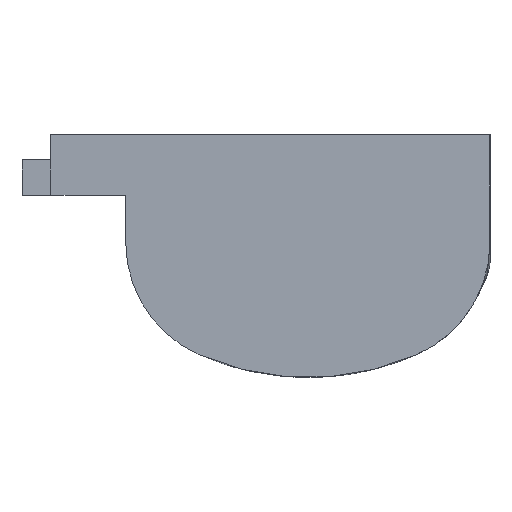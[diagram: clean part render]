
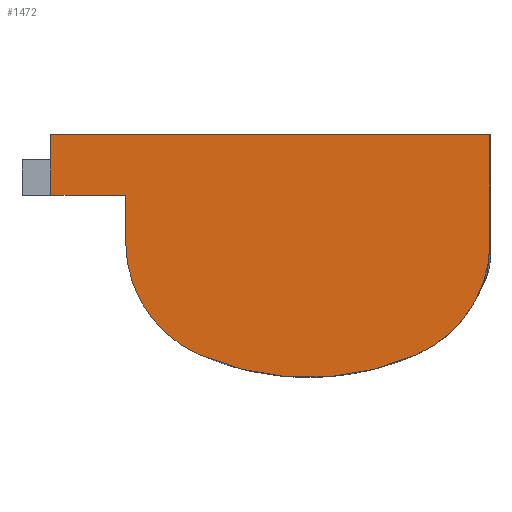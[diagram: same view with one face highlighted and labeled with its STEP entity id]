
A CAD part, left-side view. The second image highlights one B-rep face of the part: STEP entity #1472.
In plain terms, the highlighted planar face has unit normal (-1, 0, 0).
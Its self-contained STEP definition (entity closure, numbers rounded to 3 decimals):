
#60=PLANE('',#1605);
#115=LINE('',#2320,#230);
#125=LINE('',#2341,#240);
#132=LINE('',#2360,#247);
#135=LINE('',#2378,#250);
#137=LINE('',#2381,#252);
#230=VECTOR('',#1838,1000.);
#240=VECTOR('',#1854,1000.);
#247=VECTOR('',#1869,1000.);
#250=VECTOR('',#1880,1000.);
#252=VECTOR('',#1884,1000.);
#362=FACE_OUTER_BOUND('',#451,.T.);
#451=EDGE_LOOP('',(#1098,#1099,#1100,#1101,#1102,#1103,#1104,#1105));
#542=CIRCLE('',#1582,12.104);
#544=CIRCLE('',#1585,26.806);
#552=CIRCLE('',#1602,12.104);
#644=VERTEX_POINT('',#2258);
#646=VERTEX_POINT('',#2262);
#649=VERTEX_POINT('',#2270);
#663=VERTEX_POINT('',#2317);
#664=VERTEX_POINT('',#2319);
#672=VERTEX_POINT('',#2340);
#683=VERTEX_POINT('',#2373);
#684=VERTEX_POINT('',#2377);
#791=EDGE_CURVE('',#646,#644,#542,.T.);
#794=EDGE_CURVE('',#644,#649,#544,.T.);
#814=EDGE_CURVE('',#663,#664,#115,.T.);
#825=EDGE_CURVE('',#664,#672,#125,.T.);
#835=EDGE_CURVE('',#672,#646,#132,.T.);
#839=EDGE_CURVE('',#649,#683,#552,.T.);
#841=EDGE_CURVE('',#683,#684,#135,.T.);
#843=EDGE_CURVE('',#684,#663,#137,.T.);
#1098=ORIENTED_EDGE('',*,*,#825,.F.);
#1099=ORIENTED_EDGE('',*,*,#814,.F.);
#1100=ORIENTED_EDGE('',*,*,#843,.F.);
#1101=ORIENTED_EDGE('',*,*,#841,.F.);
#1102=ORIENTED_EDGE('',*,*,#839,.F.);
#1103=ORIENTED_EDGE('',*,*,#794,.F.);
#1104=ORIENTED_EDGE('',*,*,#791,.F.);
#1105=ORIENTED_EDGE('',*,*,#835,.F.);
#1472=ADVANCED_FACE('',(#362),#60,.T.);
#1582=AXIS2_PLACEMENT_3D('',#2264,#1799,#1800);
#1585=AXIS2_PLACEMENT_3D('',#2271,#1806,#1807);
#1602=AXIS2_PLACEMENT_3D('',#2374,#1875,#1876);
#1605=AXIS2_PLACEMENT_3D('',#2382,#1885,#1886);
#1799=DIRECTION('center_axis',(1.,0.,0.));
#1800=DIRECTION('ref_axis',(0.,0.,1.));
#1806=DIRECTION('center_axis',(1.,0.,0.));
#1807=DIRECTION('ref_axis',(0.,0.,-1.));
#1838=DIRECTION('',(0.,0.,1.));
#1854=DIRECTION('',(0.,-1.,0.));
#1869=DIRECTION('',(0.,0.,-1.));
#1875=DIRECTION('center_axis',(1.,0.,0.));
#1876=DIRECTION('ref_axis',(0.,0.,-1.));
#1880=DIRECTION('',(0.,0.,1.));
#1884=DIRECTION('',(0.,1.,0.));
#1885=DIRECTION('center_axis',(-1.,0.,0.));
#1886=DIRECTION('ref_axis',(0.,0.,1.));
#2258=CARTESIAN_POINT('',(-13.,-10.75,2.25));
#2262=CARTESIAN_POINT('',(-13.,-18.,13.338));
#2264=CARTESIAN_POINT('Origin',(-13.,-5.896,13.338));
#2270=CARTESIAN_POINT('',(-13.,10.75,2.25));
#2271=CARTESIAN_POINT('Origin',(-13.,0.,26.806));
#2317=CARTESIAN_POINT('',(-13.,25.4,18.));
#2319=CARTESIAN_POINT('',(-13.,25.4,24.));
#2320=CARTESIAN_POINT('',(-13.,25.4,18.));
#2340=CARTESIAN_POINT('',(-13.,-18.,24.));
#2341=CARTESIAN_POINT('',(-13.,-18.,24.));
#2360=CARTESIAN_POINT('',(-13.,-18.,13.338));
#2373=CARTESIAN_POINT('',(-13.,18.,13.338));
#2374=CARTESIAN_POINT('Origin',(-13.,5.896,13.338));
#2377=CARTESIAN_POINT('',(-13.,18.,18.));
#2378=CARTESIAN_POINT('',(-13.,18.,13.338));
#2381=CARTESIAN_POINT('',(-13.,18.,18.));
#2382=CARTESIAN_POINT('Origin',(-13.,-5.896,13.338));
